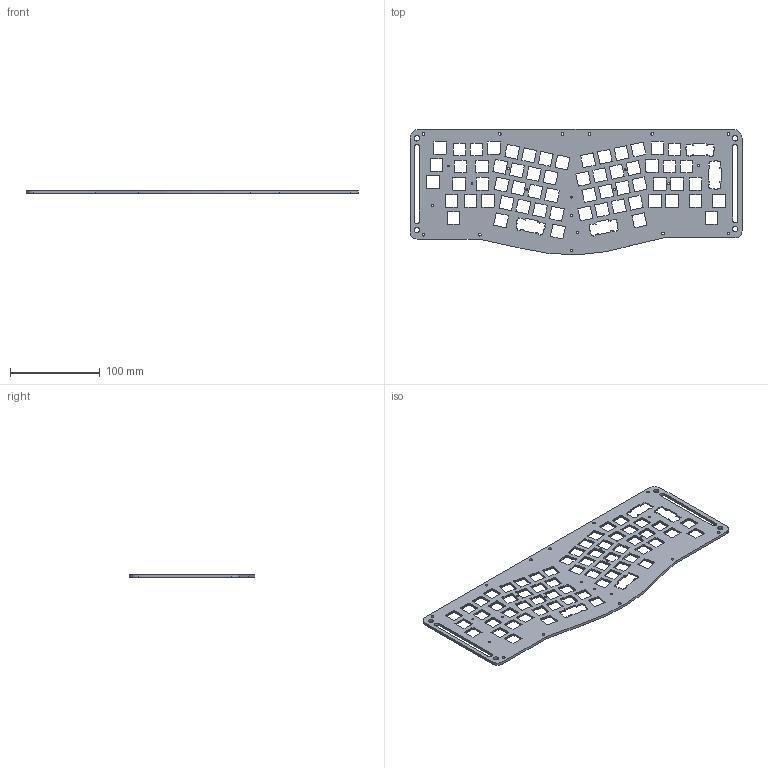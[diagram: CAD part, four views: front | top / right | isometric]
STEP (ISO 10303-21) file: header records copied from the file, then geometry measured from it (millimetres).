
FILE_DESCRIPTION(('HOOPS Exchange Step'),'2;1');
FILE_NAME('temp_export','2024-05-30T03:47:17+02:00',('juanj'),('Shapr3D Limited'),'HOOPS Exchange 2024.2','Shapr3D','Authorized');
FILE_SCHEMA( ('AUTOMOTIVE_DESIGN { 1 0 10303 214 1 1 1 1 }') );
Length unit declared in the file: millimetre
Products named in the file (1): Plate
Bounding box: 369.19 x 139.37 x 3 mm (x, y, z)
Volume: 91240.3 mm3; surface area: 80520.3 mm2
Topology: 1 solids, 1 shells, 1444 faces, 4185 edges, 2808 vertices
Faces by surface type: plane 734, cylinder 710
Full cylindrical faces by diameter (mm): 2.2 x12, 3.2 x11, 6 x4
Entity records: 48479 total; most frequent: DIRECTION 8549, CARTESIAN_POINT 8438, ORIENTED_EDGE 8370, EDGE_CURVE 4185, AXIS2_PLACEMENT_3D 2919, VERTEX_POINT 2808, VECTOR 2711, LINE 2711
